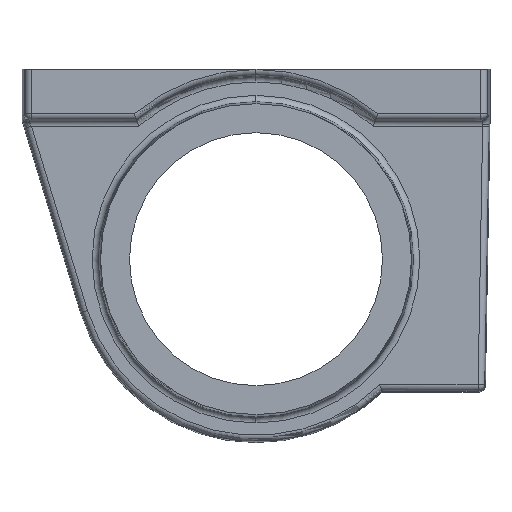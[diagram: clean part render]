
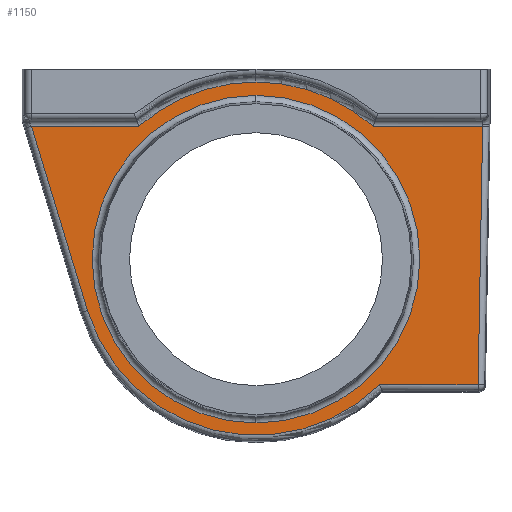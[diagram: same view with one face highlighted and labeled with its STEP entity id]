
A CAD part, front view. The second image highlights one B-rep face of the part: STEP entity #1150.
In plain terms, the highlighted planar face has unit normal (0, -1, 0).
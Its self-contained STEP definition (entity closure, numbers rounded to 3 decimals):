
#8 = EDGE_CURVE ( 'NONE', #1494, #1936, #2488, .T. ) ;
#9 = DIRECTION ( 'NONE',  ( 1., 0., 0. ) ) ;
#15 = VECTOR ( 'NONE', #1355, 1000. ) ;
#64 = VERTEX_POINT ( 'NONE', #2959 ) ;
#117 = VECTOR ( 'NONE', #994, 1000. ) ;
#223 = AXIS2_PLACEMENT_3D ( 'NONE', #377, #1153, #2553 ) ;
#224 = VECTOR ( 'NONE', #1533, 1000. ) ;
#246 = AXIS2_PLACEMENT_3D ( 'NONE', #3208, #2945, #1008 ) ;
#270 = LINE ( 'NONE', #2244, #2576 ) ;
#308 = CARTESIAN_POINT ( 'NONE',  ( 35.825, -10., -7. ) ) ;
#345 = AXIS2_PLACEMENT_3D ( 'NONE', #1700, #854, #895 ) ;
#377 = CARTESIAN_POINT ( 'NONE',  ( 0., -10., -28. ) ) ;
#480 = LINE ( 'NONE', #2401, #15 ) ;
#491 = ORIENTED_EDGE ( 'NONE', *, *, #3285, .T. ) ;
#577 = CARTESIAN_POINT ( 'NONE',  ( 0., -10., -28. ) ) ;
#582 = CIRCLE ( 'NONE', #223, 28. ) ;
#607 = CARTESIAN_POINT ( 'NONE',  ( 0., -10., -53.896 ) ) ;
#612 = CARTESIAN_POINT ( 'NONE',  ( 35.833, -10., -6.554 ) ) ;
#624 = EDGE_CURVE ( 'NONE', #3278, #2208, #2465, .T. ) ;
#645 = CARTESIAN_POINT ( 'NONE',  ( 0., -10., -28. ) ) ;
#779 = DIRECTION ( 'NONE',  ( 0., -1., 0. ) ) ;
#794 = EDGE_CURVE ( 'NONE', #2208, #2155, #582, .T. ) ;
#816 = EDGE_CURVE ( 'NONE', #3527, #3132, #3387, .T. ) ;
#839 = FACE_BOUND ( 'NONE', #2817, .T. ) ;
#844 = ORIENTED_EDGE ( 'NONE', *, *, #8, .T. ) ;
#854 = DIRECTION ( 'NONE',  ( 0., 1., 0. ) ) ;
#879 = DIRECTION ( 'NONE',  ( 0.017, 0., 1. ) ) ;
#895 = DIRECTION ( 'NONE',  ( 0., 0., 1. ) ) ;
#947 = AXIS2_PLACEMENT_3D ( 'NONE', #577, #1931, #3548 ) ;
#957 = CARTESIAN_POINT ( 'NONE',  ( 18.52, -10., -7. ) ) ;
#994 = DIRECTION ( 'NONE',  ( 0.291, 0., -0.957 ) ) ;
#1008 = DIRECTION ( 'NONE',  ( 0., 0., 1. ) ) ;
#1091 = CARTESIAN_POINT ( 'NONE',  ( 35.112, -10., -47.843 ) ) ;
#1136 = CARTESIAN_POINT ( 'NONE',  ( 19.532, -10., -47.843 ) ) ;
#1150 = ADVANCED_FACE ( 'NONE', ( #3090, #839 ), #1965, .F. ) ;
#1153 = DIRECTION ( 'NONE',  ( 0., -1., 0. ) ) ;
#1193 = LINE ( 'NONE', #2014, #117 ) ;
#1220 = EDGE_CURVE ( 'NONE', #1812, #2757, #3322, .T. ) ;
#1262 = EDGE_LOOP ( 'NONE', ( #1595, #2030, #1544, #1834, #844, #1553, #2982, #2182 ) ) ;
#1284 = CARTESIAN_POINT ( 'NONE',  ( 0., -10., -2.104 ) ) ;
#1323 = AXIS2_PLACEMENT_3D ( 'NONE', #645, #1467, #2550 ) ;
#1355 = DIRECTION ( 'NONE',  ( -1., 0., 0. ) ) ;
#1370 = EDGE_CURVE ( 'NONE', #2155, #64, #3427, .T. ) ;
#1385 = AXIS2_PLACEMENT_3D ( 'NONE', #3497, #779, #1873 ) ;
#1467 = DIRECTION ( 'NONE',  ( 0., 1., 0. ) ) ;
#1494 = VERTEX_POINT ( 'NONE', #3196 ) ;
#1533 = DIRECTION ( 'NONE',  ( -1., 0., 0. ) ) ;
#1543 = EDGE_CURVE ( 'NONE', #1936, #3527, #270, .T. ) ;
#1544 = ORIENTED_EDGE ( 'NONE', *, *, #1370, .T. ) ;
#1553 = ORIENTED_EDGE ( 'NONE', *, *, #1543, .T. ) ;
#1595 = ORIENTED_EDGE ( 'NONE', *, *, #624, .T. ) ;
#1700 = CARTESIAN_POINT ( 'NONE',  ( 0., -10., -28. ) ) ;
#1722 = EDGE_CURVE ( 'NONE', #64, #1494, #1193, .T. ) ;
#1812 = VERTEX_POINT ( 'NONE', #1284 ) ;
#1834 = ORIENTED_EDGE ( 'NONE', *, *, #1722, .T. ) ;
#1873 = DIRECTION ( 'NONE',  ( 0., 0., 1. ) ) ;
#1881 = CARTESIAN_POINT ( 'NONE',  ( 0., -10., 0. ) ) ;
#1931 = DIRECTION ( 'NONE',  ( 0., -1., 0. ) ) ;
#1936 = VERTEX_POINT ( 'NONE', #1136 ) ;
#1965 = PLANE ( 'NONE',  #345 ) ;
#2014 = CARTESIAN_POINT ( 'NONE',  ( -26.639, -10., -36.1 ) ) ;
#2030 = ORIENTED_EDGE ( 'NONE', *, *, #794, .T. ) ;
#2067 = CARTESIAN_POINT ( 'NONE',  ( -36.815, -10., -7. ) ) ;
#2076 = CARTESIAN_POINT ( 'NONE',  ( -18.52, -10., -7. ) ) ;
#2155 = VERTEX_POINT ( 'NONE', #2076 ) ;
#2182 = ORIENTED_EDGE ( 'NONE', *, *, #3021, .T. ) ;
#2208 = VERTEX_POINT ( 'NONE', #1881 ) ;
#2244 = CARTESIAN_POINT ( 'NONE',  ( 36.078, -10., -47.843 ) ) ;
#2248 = CIRCLE ( 'NONE', #246, 25.896 ) ;
#2401 = CARTESIAN_POINT ( 'NONE',  ( 18.894, -10., -7. ) ) ;
#2465 = CIRCLE ( 'NONE', #1385, 28. ) ;
#2488 = CIRCLE ( 'NONE', #947, 27.843 ) ;
#2550 = DIRECTION ( 'NONE',  ( 0., 0., 1. ) ) ;
#2553 = DIRECTION ( 'NONE',  ( 0., 0., 1. ) ) ;
#2576 = VECTOR ( 'NONE', #9, 1000. ) ;
#2592 = ORIENTED_EDGE ( 'NONE', *, *, #1220, .T. ) ;
#2622 = VECTOR ( 'NONE', #879, 1000. ) ;
#2757 = VERTEX_POINT ( 'NONE', #607 ) ;
#2817 = EDGE_LOOP ( 'NONE', ( #2592, #491 ) ) ;
#2945 = DIRECTION ( 'NONE',  ( 0., 1., 0. ) ) ;
#2959 = CARTESIAN_POINT ( 'NONE',  ( -35.486, -10., -7. ) ) ;
#2982 = ORIENTED_EDGE ( 'NONE', *, *, #816, .T. ) ;
#3021 = EDGE_CURVE ( 'NONE', #3132, #3278, #480, .T. ) ;
#3090 = FACE_OUTER_BOUND ( 'NONE', #1262, .T. ) ;
#3132 = VERTEX_POINT ( 'NONE', #308 ) ;
#3196 = CARTESIAN_POINT ( 'NONE',  ( -26.639, -10., -36.1 ) ) ;
#3208 = CARTESIAN_POINT ( 'NONE',  ( 0., -10., -28. ) ) ;
#3278 = VERTEX_POINT ( 'NONE', #957 ) ;
#3285 = EDGE_CURVE ( 'NONE', #2757, #1812, #2248, .T. ) ;
#3322 = CIRCLE ( 'NONE', #1323, 25.896 ) ;
#3387 = LINE ( 'NONE', #612, #2622 ) ;
#3427 = LINE ( 'NONE', #2067, #224 ) ;
#3497 = CARTESIAN_POINT ( 'NONE',  ( 0., -10., -28. ) ) ;
#3527 = VERTEX_POINT ( 'NONE', #1091 ) ;
#3548 = DIRECTION ( 'NONE',  ( 0., 0., 1. ) ) ;
